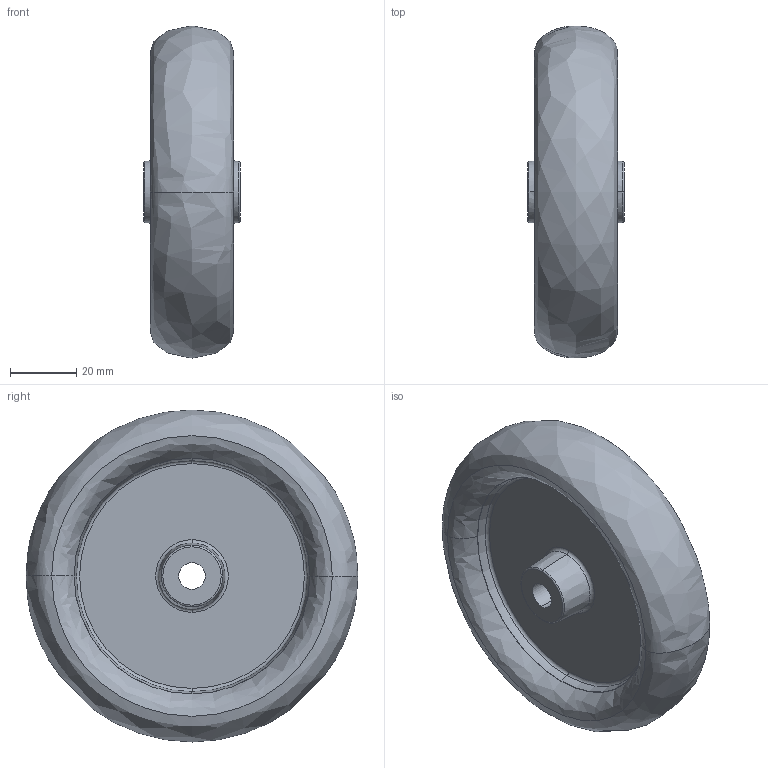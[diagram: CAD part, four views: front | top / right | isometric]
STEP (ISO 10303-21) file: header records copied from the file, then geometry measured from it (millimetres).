
FILE_DESCRIPTION (( 'STEP AP214' ), '1' );
FILE_NAME ('0022495.step', '2022-06-07T10:26:25', ( '' ), ( '' ), 'SwSTEP 2.0', 'SolidWorks 2020', '' );
FILE_SCHEMA (( 'AUTOMOTIVE_DESIGN' ));
Length unit declared in the file: millimetre
Products named in the file (1): 0022495
Bounding box: 29 x 99.95 x 100 mm (x, y, z)
Volume: 108711.1 mm3; surface area: 43513.9 mm2
Topology: 2 solids, 2 shells, 60 faces, 124 edges, 68 vertices
Faces by surface type: torus 28, cone 20, bspline 6, plane 4, cylinder 2
Entity records: 1709 total; most frequent: CARTESIAN_POINT 361, DIRECTION 324, ORIENTED_EDGE 248, AXIS2_PLACEMENT_3D 151, EDGE_CURVE 124, CIRCLE 96, VERTEX_POINT 68, EDGE_LOOP 64
